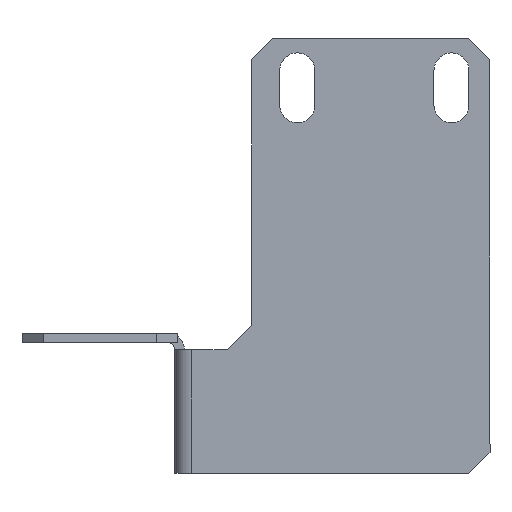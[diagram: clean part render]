
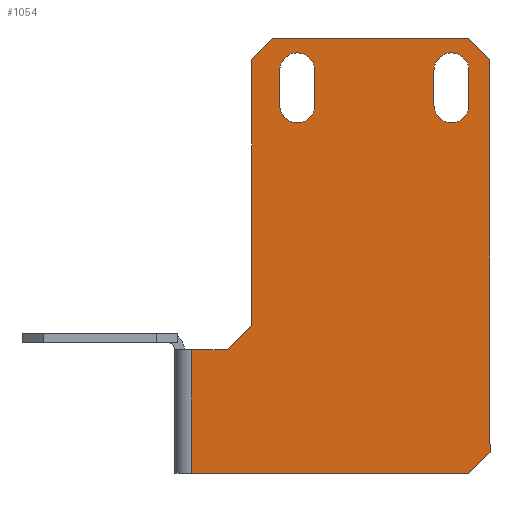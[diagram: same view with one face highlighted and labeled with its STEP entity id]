
A CAD part, front view. The second image highlights one B-rep face of the part: STEP entity #1054.
In plain terms, the highlighted planar face has unit normal (0, -1, 0).
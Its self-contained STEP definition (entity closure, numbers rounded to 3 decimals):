
#15 = CARTESIAN_POINT ( 'NONE',  ( 15.85, 7.6, -15.85 ) ) ;
#16 = DIRECTION ( 'NONE',  ( 0., 0., -1. ) ) ;
#30 = ORIENTED_EDGE ( 'NONE', *, *, #597, .T. ) ;
#35 = LINE ( 'NONE', #1286, #1037 ) ;
#47 = ORIENTED_EDGE ( 'NONE', *, *, #122, .T. ) ;
#52 = CARTESIAN_POINT ( 'NONE',  ( 24.2, 7.6, -2.4 ) ) ;
#92 = VERTEX_POINT ( 'NONE', #679 ) ;
#108 = AXIS2_PLACEMENT_3D ( 'NONE', #904, #1598, #865 ) ;
#119 = CARTESIAN_POINT ( 'NONE',  ( 66.8, 7.6, 39. ) ) ;
#120 = VERTEX_POINT ( 'NONE', #1098 ) ;
#122 = EDGE_CURVE ( 'NONE', #1441, #1590, #281, .T. ) ;
#127 = VERTEX_POINT ( 'NONE', #414 ) ;
#133 = EDGE_CURVE ( 'NONE', #719, #1254, #722, .T. ) ;
#139 = AXIS2_PLACEMENT_3D ( 'NONE', #164, #1307, #1606 ) ;
#148 = EDGE_CURVE ( 'NONE', #1609, #92, #689, .T. ) ;
#150 = ORIENTED_EDGE ( 'NONE', *, *, #1429, .T. ) ;
#160 = LINE ( 'NONE', #15, #225 ) ;
#164 = CARTESIAN_POINT ( 'NONE',  ( 0., 7.6, 0. ) ) ;
#175 = CARTESIAN_POINT ( 'NONE',  ( 35.8, 7.6, 42. ) ) ;
#183 = CARTESIAN_POINT ( 'NONE',  ( 32.8, 7.6, 39. ) ) ;
#214 = DIRECTION ( 'NONE',  ( 0., 0., 1. ) ) ;
#225 = VECTOR ( 'NONE', #1287, 1000. ) ;
#231 = CIRCLE ( 'NONE', #1643, 2.5 ) ;
#240 = DIRECTION ( 'NONE',  ( -0.707, 0., 0.707 ) ) ;
#248 = EDGE_CURVE ( 'NONE', #1590, #120, #160, .T. ) ;
#250 = DIRECTION ( 'NONE',  ( 0., 0., 1. ) ) ;
#263 = ORIENTED_EDGE ( 'NONE', *, *, #358, .T. ) ;
#278 = AXIS2_PLACEMENT_3D ( 'NONE', #1063, #1358, #361 ) ;
#281 = LINE ( 'NONE', #1792, #754 ) ;
#293 = EDGE_CURVE ( 'NONE', #1370, #742, #494, .T. ) ;
#304 = DIRECTION ( 'NONE',  ( 0., 1., 0. ) ) ;
#310 = VECTOR ( 'NONE', #827, 1000. ) ;
#314 = DIRECTION ( 'NONE',  ( -1., 0., 0. ) ) ;
#327 = ORIENTED_EDGE ( 'NONE', *, *, #133, .T. ) ;
#335 = VECTOR ( 'NONE', #250, 1000. ) ;
#347 = EDGE_CURVE ( 'NONE', #1398, #1441, #1327, .T. ) ;
#358 = EDGE_CURVE ( 'NONE', #1137, #1443, #1310, .T. ) ;
#359 = ORIENTED_EDGE ( 'NONE', *, *, #293, .T. ) ;
#361 = DIRECTION ( 'NONE',  ( -1., 0., 0. ) ) ;
#413 = CARTESIAN_POINT ( 'NONE',  ( 41.8, 7.6, 0. ) ) ;
#414 = CARTESIAN_POINT ( 'NONE',  ( 63.8, 7.6, -20. ) ) ;
#429 = CARTESIAN_POINT ( 'NONE',  ( 36.8, 7.6, 0. ) ) ;
#430 = DIRECTION ( 'NONE',  ( 0., 0., 1. ) ) ;
#442 = DIRECTION ( 'NONE',  ( 0., 0., 1. ) ) ;
#451 = CARTESIAN_POINT ( 'NONE',  ( 58.8, 7.6, 0. ) ) ;
#455 = VECTOR ( 'NONE', #240, 1000. ) ;
#491 = LINE ( 'NONE', #504, #1293 ) ;
#494 = LINE ( 'NONE', #1069, #455 ) ;
#495 = VECTOR ( 'NONE', #442, 1000. ) ;
#504 = CARTESIAN_POINT ( 'NONE',  ( 0., 7.6, -20. ) ) ;
#506 = EDGE_CURVE ( 'NONE', #1254, #573, #708, .T. ) ;
#516 = CARTESIAN_POINT ( 'NONE',  ( 63.8, 7.6, 32.5 ) ) ;
#573 = VERTEX_POINT ( 'NONE', #1240 ) ;
#597 = EDGE_CURVE ( 'NONE', #1443, #979, #1697, .T. ) ;
#637 = VERTEX_POINT ( 'NONE', #1751 ) ;
#658 = ORIENTED_EDGE ( 'NONE', *, *, #1017, .T. ) ;
#661 = EDGE_CURVE ( 'NONE', #637, #719, #1715, .T. ) ;
#679 = CARTESIAN_POINT ( 'NONE',  ( 24.2, 7.6, -2.4 ) ) ;
#684 = EDGE_CURVE ( 'NONE', #742, #1398, #1285, .T. ) ;
#689 = LINE ( 'NONE', #1513, #335 ) ;
#708 = LINE ( 'NONE', #413, #310 ) ;
#709 = DIRECTION ( 'NONE',  ( 0., 1., 0. ) ) ;
#719 = VERTEX_POINT ( 'NONE', #1237 ) ;
#722 = CIRCLE ( 'NONE', #1780, 2.5 ) ;
#734 = VECTOR ( 'NONE', #16, 1000. ) ;
#742 = VERTEX_POINT ( 'NONE', #963 ) ;
#748 = CARTESIAN_POINT ( 'NONE',  ( 58.8, 7.6, 32.5 ) ) ;
#754 = VECTOR ( 'NONE', #1677, 1000. ) ;
#759 = DIRECTION ( 'NONE',  ( -1., 0., 0. ) ) ;
#779 = LINE ( 'NONE', #1090, #1262 ) ;
#817 = CARTESIAN_POINT ( 'NONE',  ( 0., 7.6, 42. ) ) ;
#827 = DIRECTION ( 'NONE',  ( 0., 0., -1. ) ) ;
#863 = LINE ( 'NONE', #52, #1263 ) ;
#865 = DIRECTION ( 'NONE',  ( -1., 0., 0. ) ) ;
#882 = CARTESIAN_POINT ( 'NONE',  ( 32.8, 7.6, 1.1 ) ) ;
#904 = CARTESIAN_POINT ( 'NONE',  ( 61.3, 7.6, 37.5 ) ) ;
#940 = DIRECTION ( 'NONE',  ( 0.707, 0., 0.707 ) ) ;
#945 = VERTEX_POINT ( 'NONE', #973 ) ;
#963 = CARTESIAN_POINT ( 'NONE',  ( 63.8, 7.6, 42. ) ) ;
#973 = CARTESIAN_POINT ( 'NONE',  ( 63.8, 7.6, 37.5 ) ) ;
#974 = ORIENTED_EDGE ( 'NONE', *, *, #684, .T. ) ;
#979 = VERTEX_POINT ( 'NONE', #1802 ) ;
#989 = ORIENTED_EDGE ( 'NONE', *, *, #248, .T. ) ;
#1017 = EDGE_CURVE ( 'NONE', #573, #637, #231, .T. ) ;
#1018 = ORIENTED_EDGE ( 'NONE', *, *, #1043, .T. ) ;
#1019 = PLANE ( 'NONE',  #139 ) ;
#1022 = VECTOR ( 'NONE', #1628, 1000. ) ;
#1032 = CIRCLE ( 'NONE', #108, 2.5 ) ;
#1034 = VECTOR ( 'NONE', #214, 1000. ) ;
#1037 = VECTOR ( 'NONE', #430, 1000. ) ;
#1042 = FACE_OUTER_BOUND ( 'NONE', #1432, .T. ) ;
#1043 = EDGE_CURVE ( 'NONE', #979, #945, #1032, .T. ) ;
#1050 = FACE_BOUND ( 'NONE', #1485, .T. ) ;
#1054 = ADVANCED_FACE ( 'NONE', ( #1739, #1050, #1042 ), #1019, .F. ) ;
#1063 = CARTESIAN_POINT ( 'NONE',  ( 61.3, 7.6, 32.5 ) ) ;
#1069 = CARTESIAN_POINT ( 'NONE',  ( 63.8, 7.6, 42. ) ) ;
#1071 = CARTESIAN_POINT ( 'NONE',  ( 41.8, 7.6, 37.5 ) ) ;
#1090 = CARTESIAN_POINT ( 'NONE',  ( 66.8, 7.6, -17. ) ) ;
#1098 = CARTESIAN_POINT ( 'NONE',  ( 29.3, 7.6, -2.4 ) ) ;
#1137 = VERTEX_POINT ( 'NONE', #516 ) ;
#1174 = EDGE_CURVE ( 'NONE', #127, #1796, #779, .T. ) ;
#1196 = CARTESIAN_POINT ( 'NONE',  ( 32.8, 7.6, 39. ) ) ;
#1237 = CARTESIAN_POINT ( 'NONE',  ( 36.8, 7.6, 37.5 ) ) ;
#1240 = CARTESIAN_POINT ( 'NONE',  ( 41.8, 7.6, 32.5 ) ) ;
#1243 = ORIENTED_EDGE ( 'NONE', *, *, #148, .F. ) ;
#1254 = VERTEX_POINT ( 'NONE', #1071 ) ;
#1262 = VECTOR ( 'NONE', #940, 1000. ) ;
#1263 = VECTOR ( 'NONE', #759, 1000. ) ;
#1285 = LINE ( 'NONE', #817, #1582 ) ;
#1286 = CARTESIAN_POINT ( 'NONE',  ( 66.8, 7.6, 0. ) ) ;
#1287 = DIRECTION ( 'NONE',  ( -0.707, 0., -0.707 ) ) ;
#1293 = VECTOR ( 'NONE', #1364, 1000. ) ;
#1307 = DIRECTION ( 'NONE',  ( 0., 1., 0. ) ) ;
#1310 = CIRCLE ( 'NONE', #278, 2.5 ) ;
#1321 = ORIENTED_EDGE ( 'NONE', *, *, #1174, .T. ) ;
#1327 = LINE ( 'NONE', #1196, #1022 ) ;
#1358 = DIRECTION ( 'NONE',  ( 0., 1., 0. ) ) ;
#1364 = DIRECTION ( 'NONE',  ( 1., 0., 0. ) ) ;
#1370 = VERTEX_POINT ( 'NONE', #119 ) ;
#1396 = ORIENTED_EDGE ( 'NONE', *, *, #1397, .T. ) ;
#1397 = EDGE_CURVE ( 'NONE', #120, #92, #863, .T. ) ;
#1398 = VERTEX_POINT ( 'NONE', #175 ) ;
#1429 = EDGE_CURVE ( 'NONE', #945, #1137, #1449, .T. ) ;
#1432 = EDGE_LOOP ( 'NONE', ( #974, #1473, #47, #989, #1396, #1243, #1674, #1321, #1599, #359 ) ) ;
#1441 = VERTEX_POINT ( 'NONE', #183 ) ;
#1443 = VERTEX_POINT ( 'NONE', #748 ) ;
#1449 = LINE ( 'NONE', #1729, #734 ) ;
#1473 = ORIENTED_EDGE ( 'NONE', *, *, #347, .T. ) ;
#1485 = EDGE_LOOP ( 'NONE', ( #1597, #658, #1661, #327 ) ) ;
#1510 = CARTESIAN_POINT ( 'NONE',  ( 66.8, 7.6, -17. ) ) ;
#1513 = CARTESIAN_POINT ( 'NONE',  ( 24.2, 7.6, 42. ) ) ;
#1520 = CARTESIAN_POINT ( 'NONE',  ( 39.3, 7.6, 37.5 ) ) ;
#1568 = CARTESIAN_POINT ( 'NONE',  ( 39.3, 7.6, 32.5 ) ) ;
#1582 = VECTOR ( 'NONE', #1642, 1000. ) ;
#1590 = VERTEX_POINT ( 'NONE', #882 ) ;
#1597 = ORIENTED_EDGE ( 'NONE', *, *, #506, .T. ) ;
#1598 = DIRECTION ( 'NONE',  ( 0., 1., 0. ) ) ;
#1599 = ORIENTED_EDGE ( 'NONE', *, *, #1718, .T. ) ;
#1601 = CARTESIAN_POINT ( 'NONE',  ( 24.2, 7.6, -20. ) ) ;
#1606 = DIRECTION ( 'NONE',  ( -1., 0., 0. ) ) ;
#1609 = VERTEX_POINT ( 'NONE', #1601 ) ;
#1628 = DIRECTION ( 'NONE',  ( -0.707, 0., -0.707 ) ) ;
#1642 = DIRECTION ( 'NONE',  ( -1., 0., 0. ) ) ;
#1643 = AXIS2_PLACEMENT_3D ( 'NONE', #1568, #304, #314 ) ;
#1661 = ORIENTED_EDGE ( 'NONE', *, *, #661, .T. ) ;
#1667 = DIRECTION ( 'NONE',  ( -1., 0., 0. ) ) ;
#1674 = ORIENTED_EDGE ( 'NONE', *, *, #1824, .T. ) ;
#1677 = DIRECTION ( 'NONE',  ( 0., 0., -1. ) ) ;
#1697 = LINE ( 'NONE', #451, #495 ) ;
#1701 = EDGE_LOOP ( 'NONE', ( #150, #263, #30, #1018 ) ) ;
#1715 = LINE ( 'NONE', #429, #1034 ) ;
#1718 = EDGE_CURVE ( 'NONE', #1796, #1370, #35, .T. ) ;
#1729 = CARTESIAN_POINT ( 'NONE',  ( 63.8, 7.6, 0. ) ) ;
#1739 = FACE_BOUND ( 'NONE', #1701, .T. ) ;
#1751 = CARTESIAN_POINT ( 'NONE',  ( 36.8, 7.6, 32.5 ) ) ;
#1780 = AXIS2_PLACEMENT_3D ( 'NONE', #1520, #709, #1667 ) ;
#1792 = CARTESIAN_POINT ( 'NONE',  ( 32.8, 7.6, -2.4 ) ) ;
#1796 = VERTEX_POINT ( 'NONE', #1510 ) ;
#1802 = CARTESIAN_POINT ( 'NONE',  ( 58.8, 7.6, 37.5 ) ) ;
#1824 = EDGE_CURVE ( 'NONE', #1609, #127, #491, .T. ) ;
